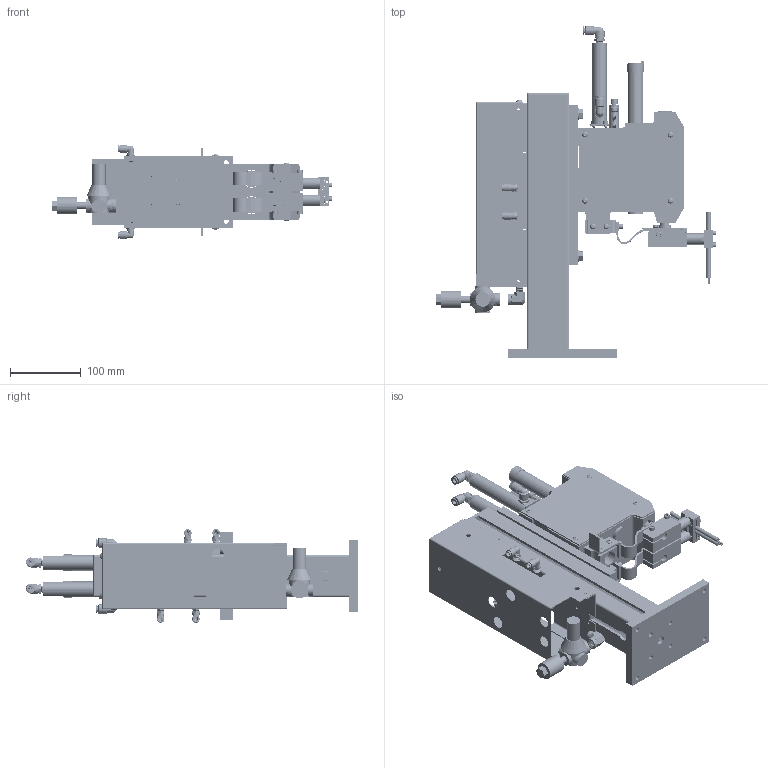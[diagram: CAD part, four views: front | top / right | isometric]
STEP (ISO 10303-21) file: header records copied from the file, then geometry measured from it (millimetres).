
FILE_DESCRIPTION (( 'STEP AP214' ), '1' );
FILE_NAME ('88A EZ Assembly.STEP', '2015-08-06T18:00:18', ( 'user' ), ( '' ), 'SwSTEP 2.0', 'SolidWorks 2012', '' );
FILE_SCHEMA (( 'AUTOMOTIVE_DESIGN' ));
Length unit declared in the file: inch
Products named in the file (11): 88A Electrode Holder; 88A Mounting Plate; 88A Adapter Electrode-02; 88A Adapter Electrode-01; 88A Stand; 4-35473-01 Dual EZ Air; 4-32747-01 Weld Flexure; 4-31716-01 Electrode; 4-31590-02 Adapter; 88A Body; 88A EZ Assembly
Assembly tree (14 placements, depth 2):
  88A EZ Assembly
    88A Body
    4-31590-02 Adapter  x2
    4-31716-01 Electrode  x2
    4-32747-01 Weld Flexure  x2
    4-35473-01 Dual EZ Air
    88A Stand
    88A Adapter Electrode-01
    88A Adapter Electrode-02
    88A Mounting Plate
    88A Electrode Holder  x2
Bounding box: 396.25 x 469.3 x 132.74 mm (x, y, z)
Volume: 2741482.1 mm3; surface area: 1022215 mm2
Topology: 116 solids, 116 shells, 2733 faces, 6292 edges, 3943 vertices
Faces by surface type: plane 1155, cylinder 686, cone 621, bspline 208, sphere 39, torus 24
Full cylindrical faces by diameter (mm): 1.524 x4, 2.362 x2, 3.048 x4, 3.175 x2, 3.454 x24, 3.581 x6, 4 x8, 4.166 x4, 4.216 x16, 4.318 x4, 4.394 x22, 4.75 x12, 4.775 x12, 4.826 x2, 4.917 x4, 5.08 x16, 5.105 x2, 5.156 x4, 5.207 x4, 5.613 x4, 6.223 x2, 6.35 x49, 6.37 x2, 6.756 x8, 6.858 x18, 6.945 x4, 7 x4, 7.036 x1, 7.112 x8, 7.29 x8
Entity records: 216835 total; most frequent: CARTESIAN_POINT 130554, DIRECTION 10265, ORIENTED_EDGE 9924, EDGE_CURVE 4962, AXIS2_PLACEMENT_3D 4173, EDGE_LOOP 3632, VERTEX_POINT 3400, FACE_OUTER_BOUND 2934
